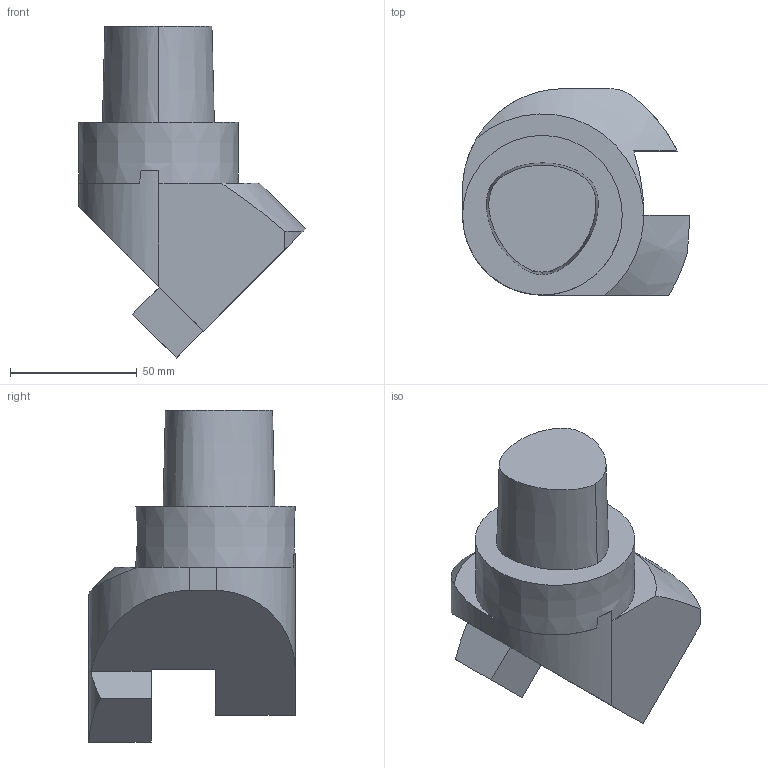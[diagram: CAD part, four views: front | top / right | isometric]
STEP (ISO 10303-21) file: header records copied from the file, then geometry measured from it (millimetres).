
FILE_DESCRIPTION((''),'1');
FILE_NAME('C6-45-BH1.000R-3.25.stp','2018-03-15T02:47:57',(''),(''),'Spatial Interop R21 SP3','Kubotek KeyCreator 2011 V10.0.2 (22737)',' ');
FILE_SCHEMA(('automotive_design'));
Length unit declared in the file: millimetre
Products named in the file (2): 1; 2
Bounding box: 89.53 x 81.5 x 131 mm (x, y, z)
Volume: 324884.8 mm3; surface area: 37491.9 mm2
Topology: 2 solids, 2 shells, 29 faces, 75 edges, 48 vertices
Faces by surface type: plane 16, cone 6, cylinder 5, bspline 2
Entity records: 5921 total; most frequent: CARTESIAN_POINT 4513, ORIENTED_EDGE 142, PRESENTATION_STYLE_ASSIGNMENT 133, COLOUR_RGB 133, DIRECTION 124, STYLED_ITEM 102, CURVE_STYLE 102, DRAUGHTING_PRE_DEFINED_CURVE_FONT 102
